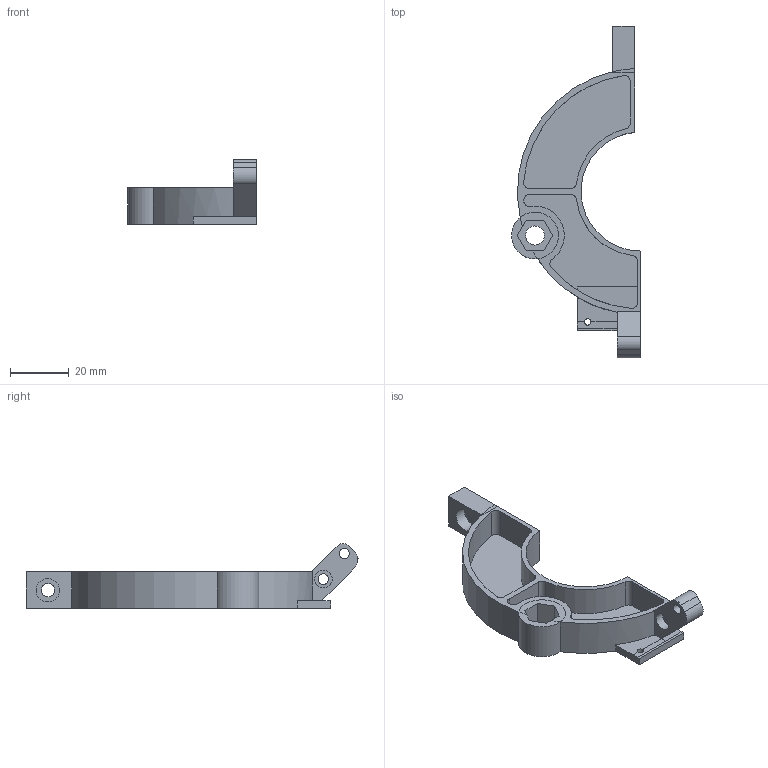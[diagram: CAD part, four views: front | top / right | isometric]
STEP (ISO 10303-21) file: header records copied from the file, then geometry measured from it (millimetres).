
FILE_DESCRIPTION(('FreeCAD Model'),'2;1');
FILE_NAME('stb_t13_part1.step','2022-08-05T11:13:58',('Author'),(''), 'Open CASCADE STEP processor 7.4','FreeCAD','Unknown');
FILE_SCHEMA(('AUTOMOTIVE_DESIGN { 1 0 10303 214 1 1 1 1 }'));
Length unit declared in the file: millimetre
Products named in the file (1): Pocket012
Bounding box: 44 x 113.32 x 22.08 mm (x, y, z)
Volume: 13921.3 mm3; surface area: 11963.6 mm2
Topology: 1 solids, 1 shells, 74 faces, 200 edges, 130 vertices
Faces by surface type: plane 46, cylinder 28
Full cylindrical faces by diameter (mm): 2.2 x1, 3.5 x1, 3.6 x1, 4.5 x1, 6 x1, 6.5 x1, 8 x1
Entity records: 2380 total; most frequent: DIRECTION 424, CARTESIAN_POINT 405, ORIENTED_EDGE 400, EDGE_CURVE 200, AXIS2_PLACEMENT_3D 149, VERTEX_POINT 130, LINE 126, VECTOR 126
